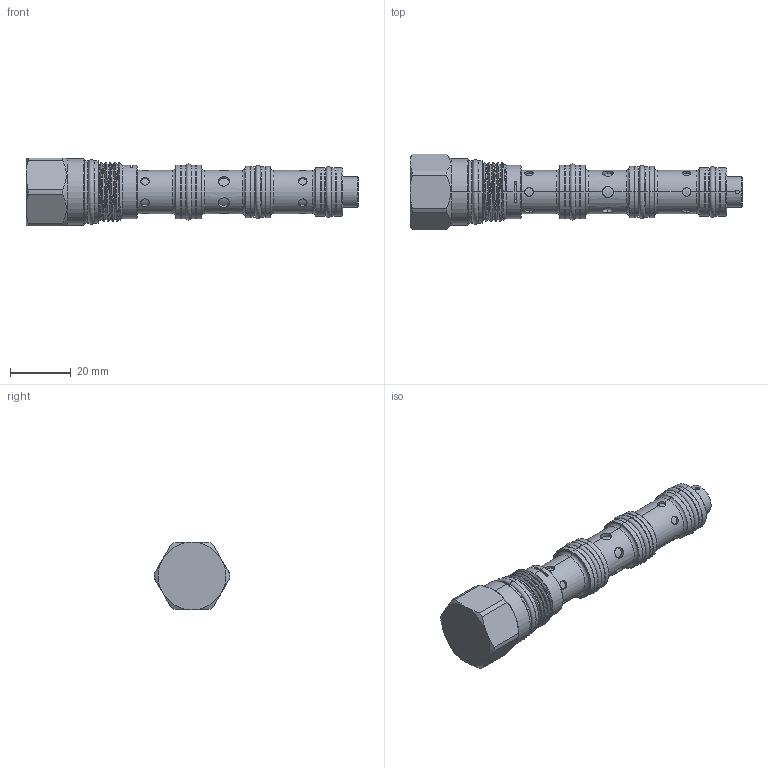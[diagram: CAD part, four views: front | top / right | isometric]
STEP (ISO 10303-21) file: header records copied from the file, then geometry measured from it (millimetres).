
FILE_DESCRIPTION (( 'STEP AP203' ), '1' );
FILE_NAME ('FD31A42-AP.STEP', '2024-10-14T05:59:33', ( '' ), ( '' ), 'SwSTEP 2.0', 'SolidWorks 2018', '' );
FILE_SCHEMA (( 'CONFIG_CONTROL_DESIGN' ));
Length unit declared in the file: millimetre
Products named in the file (1): FD31A42-AP
Bounding box: 109.05 x 24.79 x 22.22 mm (x, y, z)
Volume: 25296.3 mm3; surface area: 8420.2 mm2
Topology: 1 solids, 1 shells, 262 faces, 570 edges, 357 vertices
Faces by surface type: cylinder 155, plane 45, cone 39, torus 20, bspline 3
Entity records: 10039 total; most frequent: CARTESIAN_POINT 4313, DIRECTION 1198, ORIENTED_EDGE 1140, EDGE_CURVE 570, AXIS2_PLACEMENT_3D 508, VERTEX_POINT 357, EDGE_LOOP 309, ADVANCED_FACE 262
